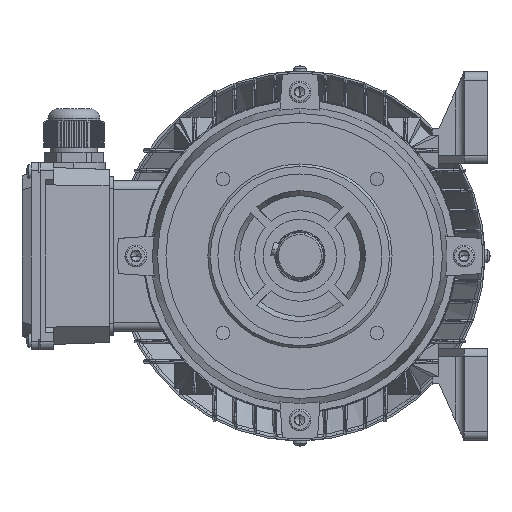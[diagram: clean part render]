
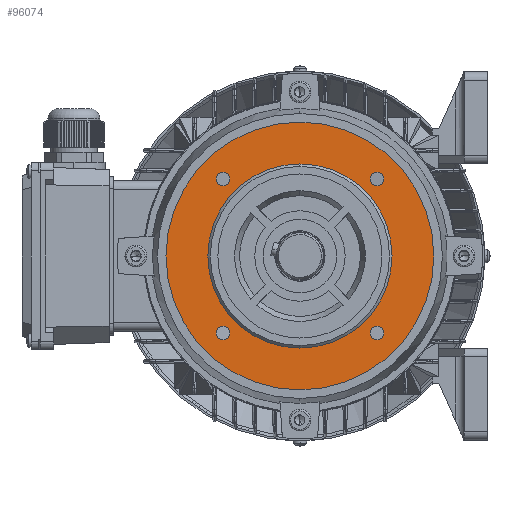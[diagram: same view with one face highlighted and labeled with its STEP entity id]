
A CAD part, left-side view. The second image highlights one B-rep face of the part: STEP entity #96074.
In plain terms, the highlighted face is planar.
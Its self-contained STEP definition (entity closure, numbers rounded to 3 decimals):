
#7966 = VERTEX_POINT ( 'NONE', #88996 ) ;
#7972 = VERTEX_POINT ( 'NONE', #88956 ) ;
#7985 = EDGE_CURVE ( 'NONE', #7972, #7966, #89105, .T. ) ;
#8016 = VERTEX_POINT ( 'NONE', #89311 ) ;
#8026 = EDGE_CURVE ( 'NONE', #8042, #8016, #89257, .T. ) ;
#8042 = VERTEX_POINT ( 'NONE', #89393 ) ;
#8059 = VERTEX_POINT ( 'NONE', #89333 ) ;
#8063 = EDGE_CURVE ( 'NONE', #8068, #8059, #89322, .T. ) ;
#8068 = VERTEX_POINT ( 'NONE', #89489 ) ;
#8122 = VERTEX_POINT ( 'NONE', #89741 ) ;
#8124 = VERTEX_POINT ( 'NONE', #89714 ) ;
#8132 = EDGE_CURVE ( 'NONE', #8124, #8122, #89858, .T. ) ;
#15536 = DIRECTION ( 'NONE',  ( 1., 0., 0. ) ) ;
#15537 = DIRECTION ( 'NONE',  ( 0., 0., 1. ) ) ;
#15538 = AXIS2_PLACEMENT_3D ( 'NONE', #15544, #15537, #15536 ) ;
#15539 = CIRCLE ( 'NONE', #15538, 4. ) ;
#15544 = CARTESIAN_POINT ( 'NONE',  ( 45.962, -45.962, 37.439 ) ) ;
#16192 = DIRECTION ( 'NONE',  ( 1., 0., 0. ) ) ;
#16193 = DIRECTION ( 'NONE',  ( 0., 0., 1. ) ) ;
#16194 = CARTESIAN_POINT ( 'NONE',  ( 45.962, 45.962, 37.439 ) ) ;
#16195 = AXIS2_PLACEMENT_3D ( 'NONE', #16194, #16193, #16192 ) ;
#16196 = CIRCLE ( 'NONE', #16195, 4. ) ;
#17180 = DIRECTION ( 'NONE',  ( 0., 0., 1. ) ) ;
#17181 = AXIS2_PLACEMENT_3D ( 'NONE', #17189, #17180, #17216 ) ;
#17184 = CIRCLE ( 'NONE', #17181, 4. ) ;
#17189 = CARTESIAN_POINT ( 'NONE',  ( -45.962, 45.962, 37.439 ) ) ;
#17216 = DIRECTION ( 'NONE',  ( 1., 0., 0. ) ) ;
#17448 = CARTESIAN_POINT ( 'NONE',  ( 0., 0., 37.439 ) ) ;
#17506 = DIRECTION ( 'NONE',  ( -1., 0., 0. ) ) ;
#17507 = DIRECTION ( 'NONE',  ( 0., 0., -1. ) ) ;
#17508 = AXIS2_PLACEMENT_3D ( 'NONE', #17448, #17507, #17506 ) ;
#17509 = CIRCLE ( 'NONE', #17508, 80. ) ;
#77486 = CARTESIAN_POINT ( 'NONE',  ( 80., 0., 37.439 ) ) ;
#77725 = DIRECTION ( 'NONE',  ( -1., 0., 0. ) ) ;
#77727 = DIRECTION ( 'NONE',  ( 0., 0., -1. ) ) ;
#77729 = CARTESIAN_POINT ( 'NONE',  ( 0., 0., 37.439 ) ) ;
#77731 = AXIS2_PLACEMENT_3D ( 'NONE', #77729, #77727, #77725 ) ;
#77747 = CIRCLE ( 'NONE', #77731, 80. ) ;
#78441 = CARTESIAN_POINT ( 'NONE',  ( -80., 0., 37.439 ) ) ;
#78851 = CARTESIAN_POINT ( 'NONE',  ( 55., 0., 37.439 ) ) ;
#79407 = CARTESIAN_POINT ( 'NONE',  ( -55., 0., 37.439 ) ) ;
#80151 = DIRECTION ( 'NONE',  ( -1., 0., 0. ) ) ;
#80153 = DIRECTION ( 'NONE',  ( 0., 0., -1. ) ) ;
#80155 = CARTESIAN_POINT ( 'NONE',  ( 0., 0., 37.439 ) ) ;
#80157 = AXIS2_PLACEMENT_3D ( 'NONE', #80155, #80153, #80151 ) ;
#80160 = CIRCLE ( 'NONE', #80157, 55. ) ;
#84494 = VERTEX_POINT ( 'NONE', #77486 ) ;
#84645 = EDGE_CURVE ( 'NONE', #84850, #84494, #77747, .T. ) ;
#84850 = VERTEX_POINT ( 'NONE', #78441 ) ;
#85056 = VERTEX_POINT ( 'NONE', #78851 ) ;
#85248 = VERTEX_POINT ( 'NONE', #79407 ) ;
#85547 = EDGE_CURVE ( 'NONE', #85248, #85056, #80160, .T. ) ;
#88956 = CARTESIAN_POINT ( 'NONE',  ( -49.962, -45.962, 37.439 ) ) ;
#88996 = CARTESIAN_POINT ( 'NONE',  ( -41.962, -45.962, 37.439 ) ) ;
#89095 = DIRECTION ( 'NONE',  ( 1., 0., 0. ) ) ;
#89098 = DIRECTION ( 'NONE',  ( 0., 0., 1. ) ) ;
#89101 = CARTESIAN_POINT ( 'NONE',  ( -45.962, -45.962, 37.439 ) ) ;
#89103 = AXIS2_PLACEMENT_3D ( 'NONE', #89101, #89098, #89095 ) ;
#89105 = CIRCLE ( 'NONE', #89103, 4. ) ;
#89249 = DIRECTION ( 'NONE',  ( 1., 0., 0. ) ) ;
#89251 = DIRECTION ( 'NONE',  ( 0., 0., 1. ) ) ;
#89253 = CARTESIAN_POINT ( 'NONE',  ( 45.962, -45.962, 37.439 ) ) ;
#89255 = AXIS2_PLACEMENT_3D ( 'NONE', #89253, #89251, #89249 ) ;
#89257 = CIRCLE ( 'NONE', #89255, 4. ) ;
#89311 = CARTESIAN_POINT ( 'NONE',  ( 49.962, -45.962, 37.439 ) ) ;
#89322 = CIRCLE ( 'NONE', #89506, 4. ) ;
#89333 = CARTESIAN_POINT ( 'NONE',  ( 49.962, 45.962, 37.439 ) ) ;
#89393 = CARTESIAN_POINT ( 'NONE',  ( 41.962, -45.962, 37.439 ) ) ;
#89489 = CARTESIAN_POINT ( 'NONE',  ( 41.962, 45.962, 37.439 ) ) ;
#89501 = DIRECTION ( 'NONE',  ( 1., 0., 0. ) ) ;
#89503 = DIRECTION ( 'NONE',  ( 0., 0., 1. ) ) ;
#89505 = CARTESIAN_POINT ( 'NONE',  ( 45.962, 45.962, 37.439 ) ) ;
#89506 = AXIS2_PLACEMENT_3D ( 'NONE', #89505, #89503, #89501 ) ;
#89714 = CARTESIAN_POINT ( 'NONE',  ( -49.962, 45.962, 37.439 ) ) ;
#89741 = CARTESIAN_POINT ( 'NONE',  ( -41.962, 45.962, 37.439 ) ) ;
#89851 = DIRECTION ( 'NONE',  ( 1., 0., 0. ) ) ;
#89853 = DIRECTION ( 'NONE',  ( 0., 0., 1. ) ) ;
#89855 = CARTESIAN_POINT ( 'NONE',  ( -45.962, 45.962, 37.439 ) ) ;
#89856 = AXIS2_PLACEMENT_3D ( 'NONE', #89855, #89853, #89851 ) ;
#89858 = CIRCLE ( 'NONE', #89856, 4. ) ;
#95527 = EDGE_CURVE ( 'NONE', #85056, #85248, #125083, .T. ) ;
#95692 = EDGE_LOOP ( 'NONE', ( #95779, #97883 ) ) ;
#95779 = ORIENTED_EDGE ( 'NONE', *, *, #95783, .F. ) ;
#95783 = EDGE_CURVE ( 'NONE', #7966, #7972, #125344, .T. ) ;
#96074 = ADVANCED_FACE ( 'NONE', ( #125616, #125615, #125614, #125613, #125612, #125611 ), #125610, .F. ) ;
#97766 = ORIENTED_EDGE ( 'NONE', *, *, #98031, .F. ) ;
#97780 = EDGE_LOOP ( 'NONE', ( #97766, #98021 ) ) ;
#97883 = ORIENTED_EDGE ( 'NONE', *, *, #7985, .F. ) ;
#98021 = ORIENTED_EDGE ( 'NONE', *, *, #8026, .F. ) ;
#98031 = EDGE_CURVE ( 'NONE', #8016, #8042, #15539, .T. ) ;
#98207 = EDGE_LOOP ( 'NONE', ( #98349, #98397 ) ) ;
#98349 = ORIENTED_EDGE ( 'NONE', *, *, #98576, .F. ) ;
#98397 = ORIENTED_EDGE ( 'NONE', *, *, #8063, .F. ) ;
#98554 = EDGE_LOOP ( 'NONE', ( #99338, #99168 ) ) ;
#98576 = EDGE_CURVE ( 'NONE', #8059, #8068, #16196, .T. ) ;
#99168 = ORIENTED_EDGE ( 'NONE', *, *, #8132, .F. ) ;
#99250 = ORIENTED_EDGE ( 'NONE', *, *, #99583, .F. ) ;
#99296 = EDGE_CURVE ( 'NONE', #8122, #8124, #17184, .T. ) ;
#99325 = ORIENTED_EDGE ( 'NONE', *, *, #84645, .F. ) ;
#99338 = ORIENTED_EDGE ( 'NONE', *, *, #99296, .F. ) ;
#99486 = EDGE_LOOP ( 'NONE', ( #99325, #99250 ) ) ;
#99583 = EDGE_CURVE ( 'NONE', #84494, #84850, #17509, .T. ) ;
#99590 = EDGE_LOOP ( 'NONE', ( #100747, #100693 ) ) ;
#100693 = ORIENTED_EDGE ( 'NONE', *, *, #95527, .T. ) ;
#100747 = ORIENTED_EDGE ( 'NONE', *, *, #85547, .T. ) ;
#125079 = DIRECTION ( 'NONE',  ( -1., 0., 0. ) ) ;
#125080 = DIRECTION ( 'NONE',  ( 0., 0., -1. ) ) ;
#125081 = CARTESIAN_POINT ( 'NONE',  ( 0., 0., 37.439 ) ) ;
#125082 = AXIS2_PLACEMENT_3D ( 'NONE', #125081, #125080, #125079 ) ;
#125083 = CIRCLE ( 'NONE', #125082, 55. ) ;
#125340 = DIRECTION ( 'NONE',  ( 1., 0., 0. ) ) ;
#125341 = DIRECTION ( 'NONE',  ( 0., 0., 1. ) ) ;
#125342 = CARTESIAN_POINT ( 'NONE',  ( -45.962, -45.962, 37.439 ) ) ;
#125343 = AXIS2_PLACEMENT_3D ( 'NONE', #125342, #125341, #125340 ) ;
#125344 = CIRCLE ( 'NONE', #125343, 4. ) ;
#125605 = DIRECTION ( 'NONE',  ( -1., 0., 0. ) ) ;
#125606 = DIRECTION ( 'NONE',  ( 0., 0., -1. ) ) ;
#125607 = CARTESIAN_POINT ( 'NONE',  ( -80., 0., 37.439 ) ) ;
#125608 = AXIS2_PLACEMENT_3D ( 'NONE', #125607, #125606, #125605 ) ;
#125610 = PLANE ( 'NONE',  #125608 ) ;
#125611 = FACE_BOUND ( 'NONE', #99590, .T. ) ;
#125612 = FACE_OUTER_BOUND ( 'NONE', #99486, .T. ) ;
#125613 = FACE_BOUND ( 'NONE', #98554, .T. ) ;
#125614 = FACE_BOUND ( 'NONE', #98207, .T. ) ;
#125615 = FACE_BOUND ( 'NONE', #97780, .T. ) ;
#125616 = FACE_BOUND ( 'NONE', #95692, .T. ) ;
